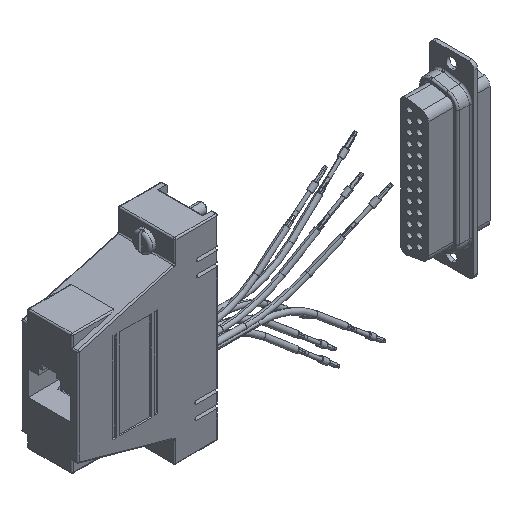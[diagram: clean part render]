
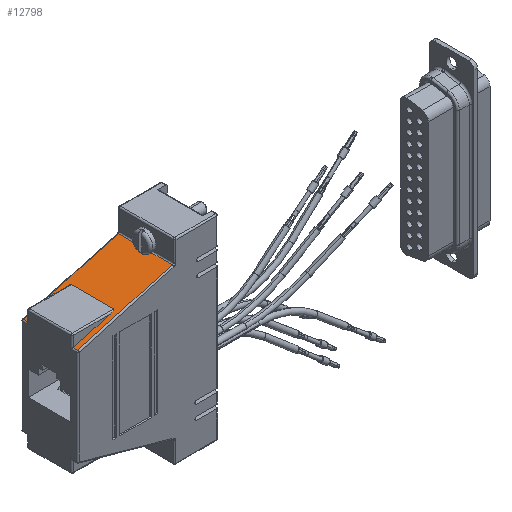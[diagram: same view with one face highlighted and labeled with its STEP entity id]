
A CAD part, isometric view. The second image highlights one B-rep face of the part: STEP entity #12798.
In plain terms, the highlighted planar face has unit normal (-0.271, 0, 0.963).
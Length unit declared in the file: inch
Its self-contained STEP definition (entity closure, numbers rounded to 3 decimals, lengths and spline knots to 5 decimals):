
#573 = CARTESIAN_POINT ( 'NONE',  ( -1.30657, -0.24944, 0.54208 ) ) ;
#574 = CARTESIAN_POINT ( 'NONE',  ( -1.30524, -0.24981, 0.54245 ) ) ;
#575 = CARTESIAN_POINT ( 'NONE',  ( -1.30388, -0.25, 0.54284 ) ) ;
#576 = CARTESIAN_POINT ( 'NONE',  ( -1.3025, -0.25, 0.54323 ) ) ;
#587 =( BOUNDED_CURVE ( )  B_SPLINE_CURVE ( 3, ( #576, #575, #574, #573 ),
 .UNSPECIFIED., .F., .F. ) 
 B_SPLINE_CURVE_WITH_KNOTS ( ( 4, 4 ),
 ( 4.71239, 4.98712 ),
 .UNSPECIFIED. ) 
 CURVE ( )  GEOMETRIC_REPRESENTATION_ITEM ( )  RATIONAL_B_SPLINE_CURVE ( ( 1., 0.994, 0.994, 1. ) ) 
 REPRESENTATION_ITEM ( '' )  );
#588 = CARTESIAN_POINT ( 'NONE',  ( -1.30657, -0.24944, 0.54208 ) ) ;
#12741 = ORIENTED_EDGE ( 'NONE', *, *, #12742, .T. ) ;
#12742 = EDGE_CURVE ( 'NONE', #12988, #12989, #19859, .T. ) ;
#12772 = EDGE_CURVE ( 'NONE', #13016, #13026, #19906, .T. ) ;
#12773 = ORIENTED_EDGE ( 'NONE', *, *, #12777, .T. ) ;
#12774 = VERTEX_POINT ( 'NONE', #19916 ) ;
#12775 = ORIENTED_EDGE ( 'NONE', *, *, #12781, .T. ) ;
#12776 = ORIENTED_EDGE ( 'NONE', *, *, #12783, .T. ) ;
#12777 = EDGE_CURVE ( 'NONE', #12791, #12774, #19915, .T. ) ;
#12778 = ORIENTED_EDGE ( 'NONE', *, *, #12779, .T. ) ;
#12779 = EDGE_CURVE ( 'NONE', #12774, #12780, #19919, .T. ) ;
#12780 = VERTEX_POINT ( 'NONE', #20012 ) ;
#12781 = EDGE_CURVE ( 'NONE', #18946, #12782, #20011, .T. ) ;
#12782 = VERTEX_POINT ( 'NONE', #19925 ) ;
#12783 = EDGE_CURVE ( 'NONE', #12782, #12791, #19924, .T. ) ;
#12791 = VERTEX_POINT ( 'NONE', #20001 ) ;
#12798 = ADVANCED_FACE ( 'NONE', ( #19993 ), #19992, .F. ) ;
#12799 = ORIENTED_EDGE ( 'NONE', *, *, #12800, .T. ) ;
#12800 = EDGE_CURVE ( 'NONE', #12837, #12838, #19987, .T. ) ;
#12837 = VERTEX_POINT ( 'NONE', #20086 ) ;
#12838 = VERTEX_POINT ( 'NONE', #20085 ) ;
#12839 = ORIENTED_EDGE ( 'NONE', *, *, #18949, .T. ) ;
#12841 = EDGE_LOOP ( 'NONE', ( #12799, #12839, #12775, #12776, #12773, #12778, #13033, #12928, #12957, #13027, #12741, #13035 ) ) ;
#12928 = ORIENTED_EDGE ( 'NONE', *, *, #13066, .T. ) ;
#12957 = ORIENTED_EDGE ( 'NONE', *, *, #12772, .T. ) ;
#12987 = EDGE_CURVE ( 'NONE', #13026, #12988, #20377, .T. ) ;
#12988 = VERTEX_POINT ( 'NONE', #20378 ) ;
#12989 = VERTEX_POINT ( 'NONE', #20376 ) ;
#12990 = EDGE_CURVE ( 'NONE', #12989, #12837, #20444, .T. ) ;
#13016 = VERTEX_POINT ( 'NONE', #20396 ) ;
#13026 = VERTEX_POINT ( 'NONE', #20430 ) ;
#13027 = ORIENTED_EDGE ( 'NONE', *, *, #12987, .T. ) ;
#13033 = ORIENTED_EDGE ( 'NONE', *, *, #13065, .T. ) ;
#13034 = VERTEX_POINT ( 'NONE', #20322 ) ;
#13035 = ORIENTED_EDGE ( 'NONE', *, *, #12990, .T. ) ;
#13065 = EDGE_CURVE ( 'NONE', #12780, #13034, #20405, .T. ) ;
#13066 = EDGE_CURVE ( 'NONE', #13034, #13016, #20390, .T. ) ;
#18946 = VERTEX_POINT ( 'NONE', #588 ) ;
#18949 = EDGE_CURVE ( 'NONE', #12838, #18946, #587, .T. ) ;
#19856 = DIRECTION ( 'NONE',  ( 0., -1., 0. ) ) ;
#19857 = VECTOR ( 'NONE', #19856, 39.37008 ) ;
#19858 = CARTESIAN_POINT ( 'NONE',  ( -0.83854, 0.315, 0.674 ) ) ;
#19859 = LINE ( 'NONE', #19858, #19857 ) ;
#19903 = DIRECTION ( 'NONE',  ( 0.962, 0., 0.271 ) ) ;
#19904 = VECTOR ( 'NONE', #19903, 39.37008 ) ;
#19905 = CARTESIAN_POINT ( 'NONE',  ( -1.3175, 0.25, 0.539 ) ) ;
#19906 = LINE ( 'NONE', #19905, #19904 ) ;
#19914 = CARTESIAN_POINT ( 'NONE',  ( -0.25343, 0.315, 0.83892 ) ) ;
#19915 = LINE ( 'NONE', #19914, #19921 ) ;
#19916 = CARTESIAN_POINT ( 'NONE',  ( -0.25343, 0.3, 0.83892 ) ) ;
#19917 = VECTOR ( 'NONE', #20013, 39.37008 ) ;
#19918 = CARTESIAN_POINT ( 'NONE',  ( -1.3175, 0.3, 0.539 ) ) ;
#19919 = LINE ( 'NONE', #19918, #19917 ) ;
#19920 = DIRECTION ( 'NONE',  ( 0., 1., 0. ) ) ;
#19921 = VECTOR ( 'NONE', #19920, 39.37008 ) ;
#19922 = DIRECTION ( 'NONE',  ( 0.962, 0., 0.271 ) ) ;
#19923 = CARTESIAN_POINT ( 'NONE',  ( -1.3175, -0.3, 0.539 ) ) ;
#19924 = LINE ( 'NONE', #19923, #19981 ) ;
#19925 = CARTESIAN_POINT ( 'NONE',  ( -1.30657, -0.3, 0.54208 ) ) ;
#19926 = DIRECTION ( 'NONE',  ( 0., -1., 0. ) ) ;
#19927 = VECTOR ( 'NONE', #19926, 39.37008 ) ;
#19981 = VECTOR ( 'NONE', #19922, 39.37008 ) ;
#19984 = DIRECTION ( 'NONE',  ( -0.962, 0., -0.271 ) ) ;
#19985 = VECTOR ( 'NONE', #19984, 39.37008 ) ;
#19986 = CARTESIAN_POINT ( 'NONE',  ( -1.3175, -0.25, 0.539 ) ) ;
#19987 = LINE ( 'NONE', #19986, #19985 ) ;
#19988 = DIRECTION ( 'NONE',  ( -0.962, 0., -0.271 ) ) ;
#19989 = DIRECTION ( 'NONE',  ( 0.271, 0., -0.962 ) ) ;
#19990 = CARTESIAN_POINT ( 'NONE',  ( -1.3175, 0.315, 0.539 ) ) ;
#19991 = AXIS2_PLACEMENT_3D ( 'NONE', #19990, #19989, #19988 ) ;
#19992 = PLANE ( 'NONE',  #19991 ) ;
#19993 = FACE_OUTER_BOUND ( 'NONE', #12841, .T. ) ;
#20001 = CARTESIAN_POINT ( 'NONE',  ( -0.25343, -0.3, 0.83892 ) ) ;
#20010 = CARTESIAN_POINT ( 'NONE',  ( -1.30657, 0.315, 0.54208 ) ) ;
#20011 = LINE ( 'NONE', #20010, #19927 ) ;
#20012 = CARTESIAN_POINT ( 'NONE',  ( -1.30657, 0.3, 0.54208 ) ) ;
#20013 = DIRECTION ( 'NONE',  ( -0.962, 0., -0.271 ) ) ;
#20085 = CARTESIAN_POINT ( 'NONE',  ( -1.3025, -0.25, 0.54323 ) ) ;
#20086 = CARTESIAN_POINT ( 'NONE',  ( -0.89176, -0.25, 0.659 ) ) ;
#20322 = CARTESIAN_POINT ( 'NONE',  ( -1.30657, 0.24944, 0.54208 ) ) ;
#20346 = CARTESIAN_POINT ( 'NONE',  ( -0.83854, 0.235, 0.674 ) ) ;
#20347 = CARTESIAN_POINT ( 'NONE',  ( -0.83854, 0.24379, 0.674 ) ) ;
#20348 = CARTESIAN_POINT ( 'NONE',  ( -0.86058, 0.25, 0.66779 ) ) ;
#20376 = CARTESIAN_POINT ( 'NONE',  ( -0.83854, -0.235, 0.674 ) ) ;
#20377 =( BOUNDED_CURVE ( )  B_SPLINE_CURVE ( 3, ( #20434, #20348, #20347, #20346 ),
 .UNSPECIFIED., .F., .T. ) 
 B_SPLINE_CURVE_WITH_KNOTS ( ( 4, 4 ),
 ( 1.5708, 3.14159 ),
 .UNSPECIFIED. ) 
 CURVE ( )  GEOMETRIC_REPRESENTATION_ITEM ( )  RATIONAL_B_SPLINE_CURVE ( ( 1., 0.805, 0.805, 1. ) ) 
 REPRESENTATION_ITEM ( '' )  );
#20378 = CARTESIAN_POINT ( 'NONE',  ( -0.83854, 0.235, 0.674 ) ) ;
#20385 = CARTESIAN_POINT ( 'NONE',  ( -1.3025, 0.25, 0.54323 ) ) ;
#20386 = CARTESIAN_POINT ( 'NONE',  ( -1.30388, 0.25, 0.54284 ) ) ;
#20387 = CARTESIAN_POINT ( 'NONE',  ( -1.30524, 0.24981, 0.54245 ) ) ;
#20388 = CARTESIAN_POINT ( 'NONE',  ( -1.30657, 0.24944, 0.54208 ) ) ;
#20390 =( BOUNDED_CURVE ( )  B_SPLINE_CURVE ( 3, ( #20388, #20387, #20386, #20385 ),
 .UNSPECIFIED., .F., .T. ) 
 B_SPLINE_CURVE_WITH_KNOTS ( ( 4, 4 ),
 ( 4.43766, 4.71239 ),
 .UNSPECIFIED. ) 
 CURVE ( )  GEOMETRIC_REPRESENTATION_ITEM ( )  RATIONAL_B_SPLINE_CURVE ( ( 1., 0.994, 0.994, 1. ) ) 
 REPRESENTATION_ITEM ( '' )  );
#20391 = CARTESIAN_POINT ( 'NONE',  ( -0.83854, -0.24379, 0.674 ) ) ;
#20392 = CARTESIAN_POINT ( 'NONE',  ( -0.83854, -0.235, 0.674 ) ) ;
#20396 = CARTESIAN_POINT ( 'NONE',  ( -1.3025, 0.25, 0.54323 ) ) ;
#20402 = DIRECTION ( 'NONE',  ( 0., -1., 0. ) ) ;
#20403 = VECTOR ( 'NONE', #20402, 39.37008 ) ;
#20404 = CARTESIAN_POINT ( 'NONE',  ( -1.30657, 0.315, 0.54208 ) ) ;
#20405 = LINE ( 'NONE', #20404, #20403 ) ;
#20430 = CARTESIAN_POINT ( 'NONE',  ( -0.89176, 0.25, 0.659 ) ) ;
#20434 = CARTESIAN_POINT ( 'NONE',  ( -0.89176, 0.25, 0.659 ) ) ;
#20444 =( BOUNDED_CURVE ( )  B_SPLINE_CURVE ( 3, ( #20392, #20391, #20476, #20475 ),
 .UNSPECIFIED., .F., .T. ) 
 B_SPLINE_CURVE_WITH_KNOTS ( ( 4, 4 ),
 ( 3.14159, 4.71239 ),
 .UNSPECIFIED. ) 
 CURVE ( )  GEOMETRIC_REPRESENTATION_ITEM ( )  RATIONAL_B_SPLINE_CURVE ( ( 1., 0.805, 0.805, 1. ) ) 
 REPRESENTATION_ITEM ( '' )  );
#20475 = CARTESIAN_POINT ( 'NONE',  ( -0.89176, -0.25, 0.659 ) ) ;
#20476 = CARTESIAN_POINT ( 'NONE',  ( -0.86058, -0.25, 0.66779 ) ) ;
